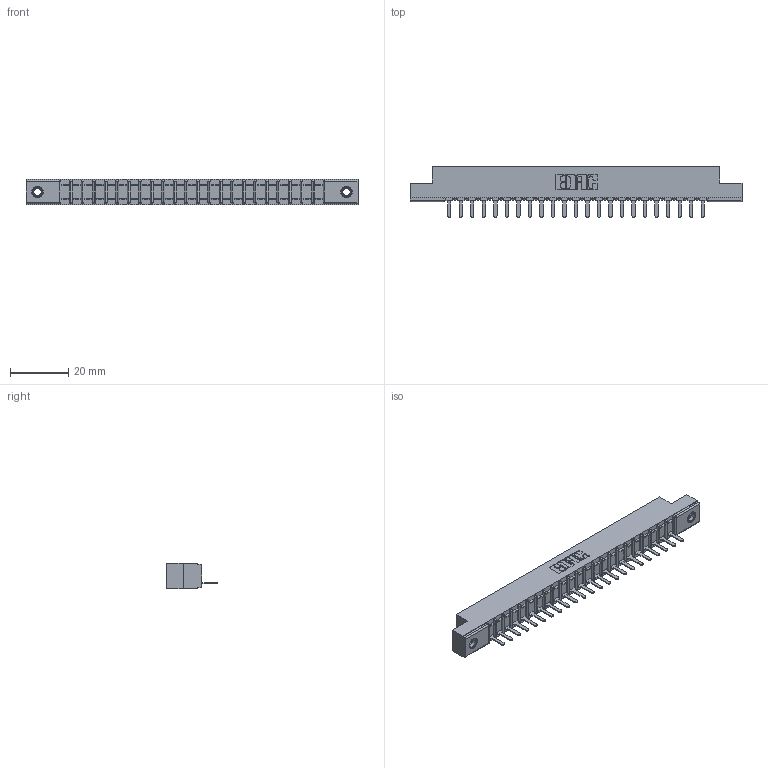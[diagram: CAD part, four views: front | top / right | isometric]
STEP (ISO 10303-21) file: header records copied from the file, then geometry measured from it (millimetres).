
FILE_DESCRIPTION (( 'STEP AP203' ), '1' );
FILE_NAME ('357-023-421-107.STEP', '2020-10-01T11:08:32', ( '' ), ( '' ), 'SwSTEP 2.0', 'SolidWorks 2020', '' );
FILE_SCHEMA (( 'CONFIG_CONTROL_DESIGN' ));
Length unit declared in the file: inch
Products named in the file (4): 345-250-001_345-250-005-103; 307-290-002_521; 357-023-421-107; 307 Part_.156 Dia Mounting Holes
Assembly tree (26 placements, depth 2):
  357-023-421-107
    307 Part_.156 Dia Mounting Holes
    307-290-002_521  x23
    345-250-001_345-250-005-103  x2
Bounding box: 114.15 x 17.42 x 8.71 mm (x, y, z)
Volume: 7524.2 mm3; surface area: 13790.1 mm2
Topology: 26 solids, 26 shells, 1904 faces, 5795 edges, 3790 vertices
Faces by surface type: plane 1137, cylinder 703, sphere 48, cone 12, torus 4
Entity records: 23963 total; most frequent: CARTESIAN_POINT 4019, ORIENTED_EDGE 4002, DIRECTION 3923, EDGE_CURVE 2001, VECTOR 1523, LINE 1523, VERTEX_POINT 1296, AXIS2_PLACEMENT_3D 1200
